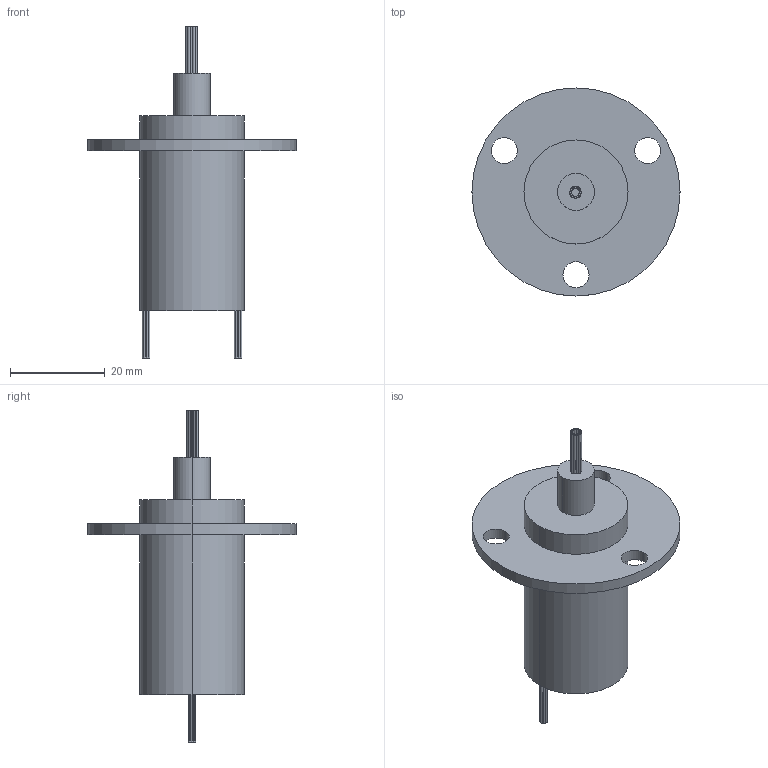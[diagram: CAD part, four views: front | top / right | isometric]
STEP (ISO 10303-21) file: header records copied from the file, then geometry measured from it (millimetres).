
FILE_DESCRIPTION (( 'STEP AP203' ), '1' );
FILE_NAME ('322M1-0804A Rev 1.STEP', '2014-04-08T20:54:09', ( '' ), ( '' ), 'SwSTEP 2.0', 'SolidWorks 2014', '' );
FILE_SCHEMA (( 'CONFIG_CONTROL_DESIGN' ));
Length unit declared in the file: millimetre
Products named in the file (1): 322M1-0804A Rev 1
Bounding box: 44 x 44 x 70.2 mm (x, y, z)
Volume: 18704.5 mm3; surface area: 6633.9 mm2
Topology: 1 solids, 1 shells, 91 faces, 186 edges, 124 vertices
Faces by surface type: cylinder 62, plane 29
Entity records: 2553 total; most frequent: DIRECTION 494, CARTESIAN_POINT 402, ORIENTED_EDGE 372, AXIS2_PLACEMENT_3D 216, EDGE_CURVE 186, CIRCLE 124, VERTEX_POINT 124, EDGE_LOOP 124
